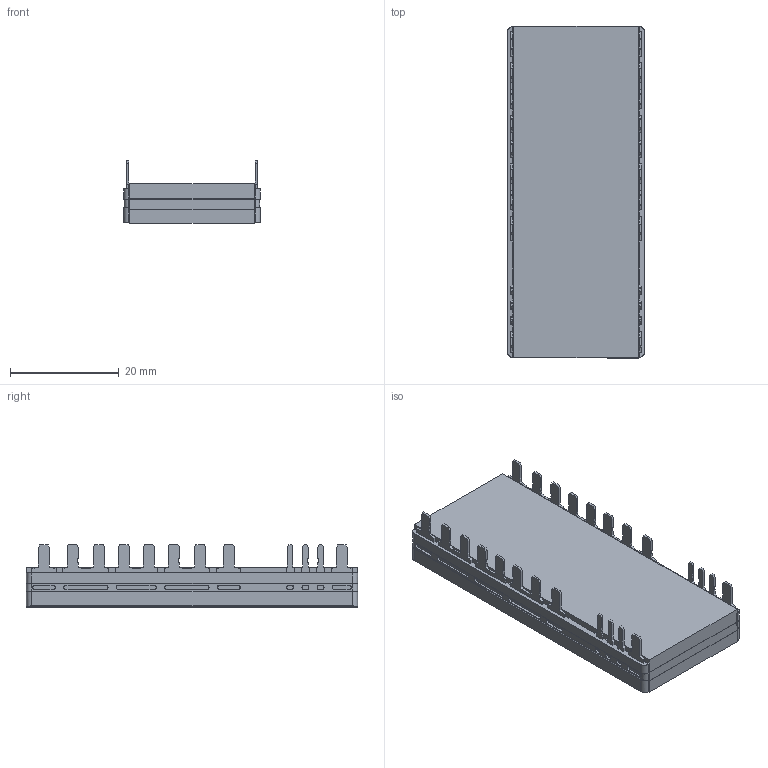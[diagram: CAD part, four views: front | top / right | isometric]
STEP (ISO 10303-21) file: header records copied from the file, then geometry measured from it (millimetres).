
FILE_DESCRIPTION (( 'STEP AP214' ), '1' );
FILE_NAME ('40287r#2.step', '2015-09-30T17:54:52', ( 'Vicor Employee' ), ( 'Vicor Corporation' ), 'SwSTEP 2.0', 'SolidWorks 2012', '' );
FILE_SCHEMA (( 'AUTOMOTIVE_DESIGN' ));
Length unit declared in the file: inch
Products named in the file (15): 2361 MOLD BODY_legacy stackup; Copy of legacy stackup 2^2361 MOLD BODY; Copy of MOLDBODY_LOWER^2361 MOLD BODY_post lapped; Copy of MOLDBODY_UPPER^2361 MOLD BODY_post lapped; 40374_40375-02; 40372; 40355; Copy of MOLDBODY3_TERMINAL_BLOCK_PM_2361^40372; Copy of MOLDBODY4_TERMINAL_BLOCK_PM_2361^40372; 40374_40375-01; 40287r#2
Assembly tree (12 placements, depth 4):
  Copy of MOLDBODY4_TERMINAL_BLOCK_PM_2361^40372
  Copy of MOLDBODY3_TERMINAL_BLOCK_PM_2361^40372
  40287r#2
    40374_40375-01
      40372
        Copy of MOLDBODY4_TERMINAL_BLOCK_PM_2361^40372
        40355
    40374_40375-02
      40372
        Copy of MOLDBODY3_TERMINAL_BLOCK_PM_2361^40372
        40355
    2361 MOLD BODY_legacy stackup
      Copy of MOLDBODY_UPPER^2361 MOLD BODY_post lapped
      Copy of MOLDBODY_LOWER^2361 MOLD BODY_post lapped
      Copy of legacy stackup 2^2361 MOLD BODY
Bounding box: 25.14 x 61 x 11.43 mm (x, y, z)
Volume: 9945.5 mm3; surface area: 42699 mm2
Topology: 23 solids, 23 shells, 2072 faces, 6588 edges, 4340 vertices
Faces by surface type: plane 1672, cylinder 356, cone 36, bspline 8
Entity records: 97300 total; most frequent: CARTESIAN_POINT 13292, ORIENTED_EDGE 13176, DIRECTION 11500, EDGE_CURVE 6588, LINE 5796, VECTOR 5796, VERTEX_POINT 4340, AXIS2_PLACEMENT_3D 2852
